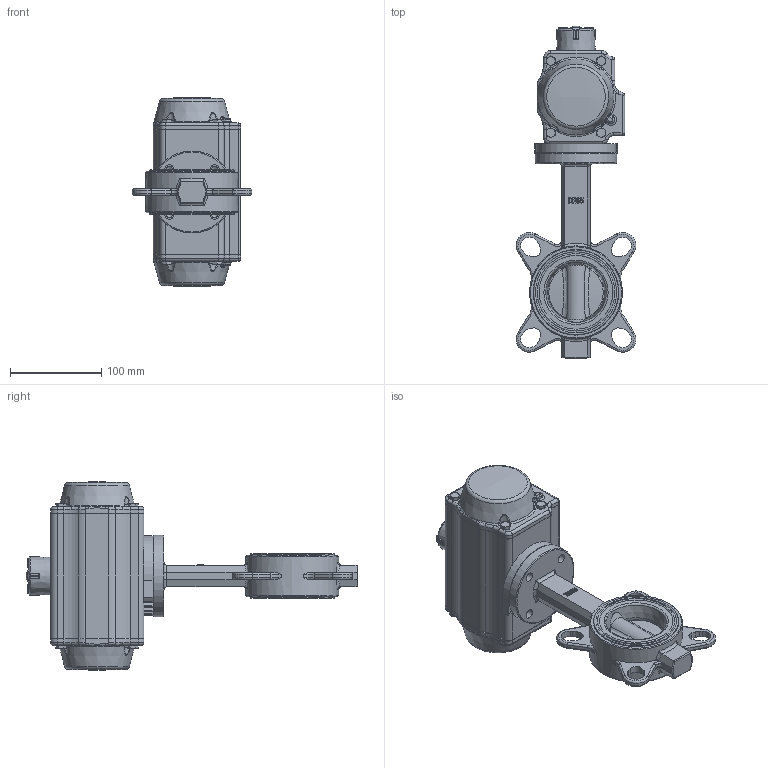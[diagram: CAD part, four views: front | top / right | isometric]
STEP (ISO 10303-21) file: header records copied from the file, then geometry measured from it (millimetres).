
FILE_DESCRIPTION(/* description */ ('Unknown','CAx-IF Rec.Pracs.---Representation and Presentation of Product Manufacturing Information (PMI)---4.0---2014-10-13','CAx-IF Rec.Pracs.---3D Tessellated Geometry---0.4---2014-09-14','2;1'),/* implementation_level */ '2;1');
FILE_NAME(/* name */ 'FR03 5100_5110_5120-10',/* time_stamp */ '2023-11-27T13:18:41+01:00',/* author */ ('Unknown'),/* organization */ ('Unknown'),/* preprocessor_version */ 'ST-DEVELOPER v18.102',/* originating_system */ 'Solid Edge',/* authorisation */ 'Unknown');
FILE_SCHEMA (('AP242_MANAGED_MODEL_BASED_3D_ENGINEERING_MIM_LF { 1 0 10303 442 1 1 4 }'));
Products named in the file (17): FR52-5.100.065; WAFER-DN65; seat; DN65概极; disc; shaft1_gebohrt f黵 Thermometer; shaft2; bushing1; Raster DN40- DN150; DW04_FR03_(DW70_FR52); ____; ________(___________; _____________; ______; hex head bolts-full thread grade c gb_GB_FASTENER_BOLT_HHBFTC M6X20-N; cup head nib bolts with large head gb_GB_FASTENER_BOLT_CHNBW M6X25-N; KP-75
Assembly tree (26 placements, depth 4):
  FR52-5.100.065
    WAFER-DN65
      seat
      DN65概极
      disc
      shaft1_gebohrt f黵 Thermometer
      shaft2
      bushing1  x2
    Raster DN40- DN150
    DW04_FR03_(DW70_FR52)
      ____
        ________(___________  x2
        _____________  x2
        ______
      hex head bolts-full thread grade c gb_GB_FASTENER_BOLT_HHBFTC M6X20-N  x8
      cup head nib bolts with large head gb_GB_FASTENER_BOLT_CHNBW M6X25-N
      KP-75
Bounding box: 131.51 x 364.4 x 206.95 mm (x, y, z)
Volume: 2044063 mm3; surface area: 274822.7 mm2
Topology: 23 solids, 23 shells, 1637 faces, 4048 edges, 2511 vertices
Faces by surface type: plane 577, cylinder 462, bspline 272, torus 160, cone 149, sphere 17
Full cylindrical faces by diameter (mm): 3 x18, 3.3 x8, 4.2 x9, 4.66 x1, 5 x14, 6 x9, 6.2 x1, 6.8 x12, 8 x2, 8.8 x2, 10 x5, 12.6 x5, 12.75 x1, 12.83 x2, 17.45 x2, 17.53 x2, 21.8 x3, 23 x1, 24.6 x1, 30.86 x1, 32 x2, 38.5 x1, 52.79 x2, 56 x1, 73.6 x4, 83 x4, 90 x1, 93 x2, 94 x2, 102 x1
Entity records: 51169 total; most frequent: CARTESIAN_POINT 20143, ORIENTED_EDGE 6334, DIRECTION 5924, EDGE_CURVE 3167, AXIS2_PLACEMENT_3D 2267, VERTEX_POINT 2111, FACE_BOUND 1684, EDGE_LOOP 1655
